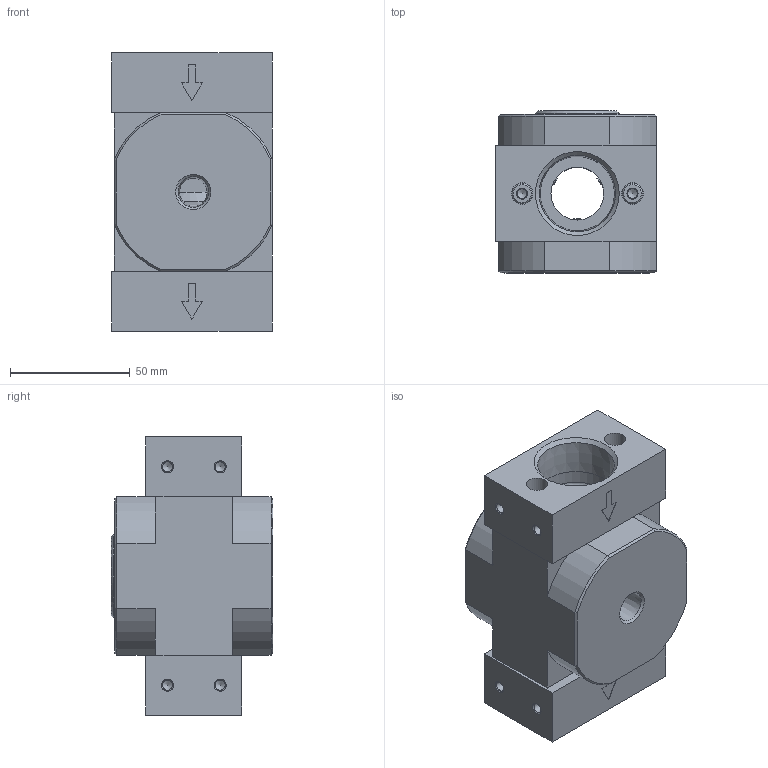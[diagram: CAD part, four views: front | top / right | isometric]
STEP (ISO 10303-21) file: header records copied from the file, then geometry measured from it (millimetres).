
FILE_DESCRIPTION(/* description */ ('STEP AP214'),/* implementation_level */ '2;1');
FILE_NAME(/* name */ '173931_FRM-1-D-MAXI-NPT',/* time_stamp */ '2024-08-28T18:45:53+02:00',/* author */ ('License CC BY-ND 4.0'),/* organization */ ('CADENAS'),/* preprocessor_version */ 'ST-DEVELOPER v19.3',/* originating_system */ 'PARTsolutions',/* authorisation */ ' ');
FILE_SCHEMA (('AUTOMOTIVE_DESIGN {1 0 10303 214 3 1 1}'));
Length unit declared in the file: millimetre
Products named in the file (7): 173931 FRM-1-D-MAXI-NPT; 733304 FRM-...-D-MAXI-NPT; 373059 LF-D-MAXI; 714677 PBL-1-D-MAXI-NPT-R--P1; DIN-912 - M5x20(F); 714675 PBL-1-D-MAXI-NPT-L--P1; 31786 B-3/4-NPT
Assembly tree (10 placements, depth 2):
  173931 FRM-1-D-MAXI-NPT
    733304 FRM-...-D-MAXI-NPT
    373059 LF-D-MAXI  x2
    714677 PBL-1-D-MAXI-NPT-R--P1
    DIN-912 - M5x20(F)  x4
    714675 PBL-1-D-MAXI-NPT-L--P1
    31786 B-3/4-NPT
Bounding box: 67.1 x 67.5 x 116 mm (x, y, z)
Volume: 314709.1 mm3; surface area: 71510.4 mm2
Topology: 10 solids, 10 shells, 345 faces, 758 edges, 457 vertices
Faces by surface type: plane 165, cone 107, cylinder 68, torus 5
Full cylindrical faces by diameter (mm): 4.134 x8, 5 x4, 5.3 x4, 7 x4, 7.3 x2, 8.5 x4, 9 x4, 14.288 x1, 22 x2, 22.7 x1, 23.3 x1, 30 x2, 32 x1, 34 x3, 35 x1, 62 x1
Entity records: 7503 total; most frequent: CARTESIAN_POINT 1264, DIRECTION 1134, ORIENTED_EDGE 932, EDGE_CURVE 466, AXIS2_PLACEMENT_3D 459, FACE_BOUND 381, EDGE_LOOP 373, VERTEX_POINT 345
